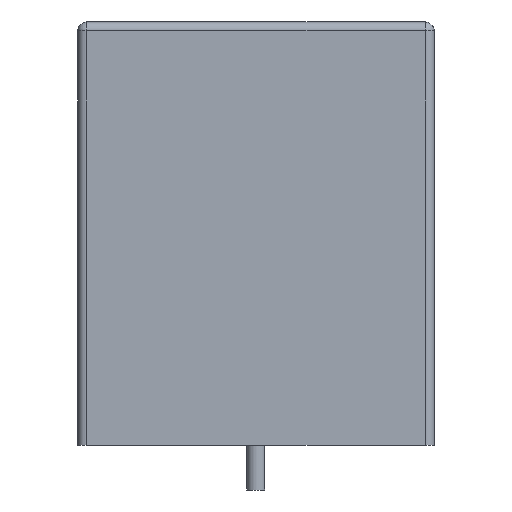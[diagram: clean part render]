
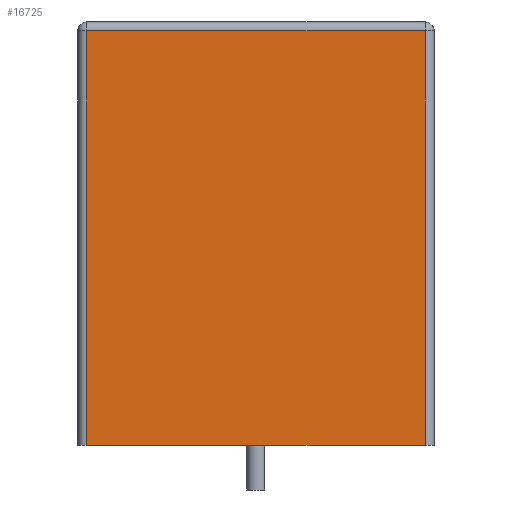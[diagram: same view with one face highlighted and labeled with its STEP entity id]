
A CAD part, left-side view. The second image highlights one B-rep face of the part: STEP entity #16725.
In plain terms, the highlighted planar face has unit normal (-1, 0, 0).
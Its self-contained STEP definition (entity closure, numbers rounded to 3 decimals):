
#1040=PLANE('',#17390);
#1941=FACE_OUTER_BOUND('',#2938,.T.);
#2938=EDGE_LOOP('',(#15688,#15689,#15690,#15691));
#4629=LINE('',#30283,#6324);
#4631=LINE('',#30294,#6326);
#4634=LINE('',#30299,#6329);
#4638=LINE('',#30307,#6333);
#6324=VECTOR('',#20341,10.);
#6326=VECTOR('',#20355,10.);
#6329=VECTOR('',#20362,10.);
#6333=VECTOR('',#20374,10.);
#8547=VERTEX_POINT('',#30276);
#8549=VERTEX_POINT('',#30281);
#8550=VERTEX_POINT('',#30286);
#8552=VERTEX_POINT('',#30292);
#10923=EDGE_CURVE('',#8549,#8547,#4629,.T.);
#10929=EDGE_CURVE('',#8550,#8552,#4631,.T.);
#10932=EDGE_CURVE('',#8547,#8550,#4634,.T.);
#10936=EDGE_CURVE('',#8552,#8549,#4638,.T.);
#15688=ORIENTED_EDGE('',*,*,#10923,.F.);
#15689=ORIENTED_EDGE('',*,*,#10936,.F.);
#15690=ORIENTED_EDGE('',*,*,#10929,.F.);
#15691=ORIENTED_EDGE('',*,*,#10932,.F.);
#16725=ADVANCED_FACE('',(#1941),#1040,.T.);
#17390=AXIS2_PLACEMENT_3D('',#30306,#20372,#20373);
#20341=DIRECTION('',(0.,0.,1.));
#20355=DIRECTION('',(0.,0.,-1.));
#20362=DIRECTION('',(0.,-1.,0.));
#20372=DIRECTION('center_axis',(-1.,0.,0.));
#20373=DIRECTION('ref_axis',(0.,-1.,0.));
#20374=DIRECTION('',(0.,1.,0.));
#30276=CARTESIAN_POINT('',(-15.,7.6,18.6));
#30281=CARTESIAN_POINT('',(-15.,7.6,0.));
#30283=CARTESIAN_POINT('',(-15.,7.6,0.));
#30286=CARTESIAN_POINT('',(-15.,-7.6,18.6));
#30292=CARTESIAN_POINT('',(-15.,-7.6,0.));
#30294=CARTESIAN_POINT('',(-15.,-7.6,0.));
#30299=CARTESIAN_POINT('',(-15.,4.,18.6));
#30306=CARTESIAN_POINT('Origin',(-15.,8.,0.));
#30307=CARTESIAN_POINT('',(-15.,-8.,0.));
